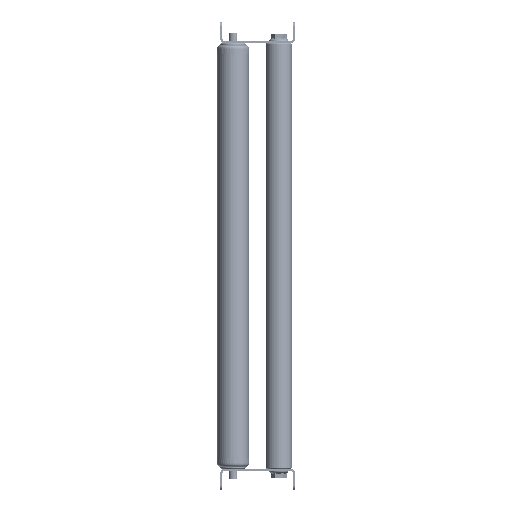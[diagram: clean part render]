
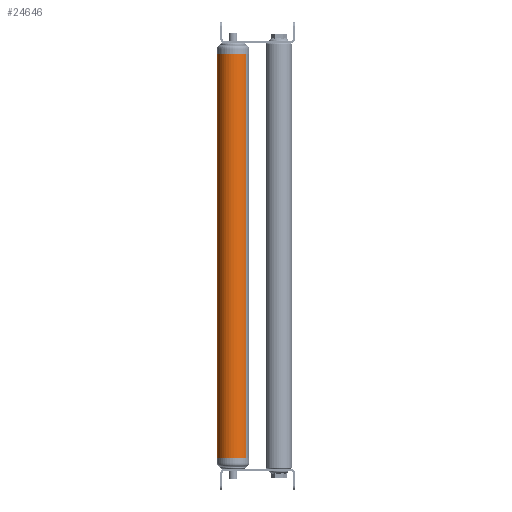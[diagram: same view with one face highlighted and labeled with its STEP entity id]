
A CAD part, left-side view. The second image highlights one B-rep face of the part: STEP entity #24646.
In plain terms, the highlighted cylindrical face has radius 15 mm (diameter 30 mm), a partial arc.
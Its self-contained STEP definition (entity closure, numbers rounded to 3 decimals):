
#117 = AXIS2_PLACEMENT_3D ( 'NONE', #15597, #27422, #20648 ) ;
#507 = DIRECTION ( 'NONE',  ( -1., 0., 0. ) ) ;
#660 = LINE ( 'NONE', #24355, #6052 ) ;
#1618 = ORIENTED_EDGE ( 'NONE', *, *, #10375, .T. ) ;
#2174 = LINE ( 'NONE', #16170, #2208 ) ;
#2208 = VECTOR ( 'NONE', #13872, 1000. ) ;
#3882 = DIRECTION ( 'NONE',  ( 0., 0., 1. ) ) ;
#4360 = VERTEX_POINT ( 'NONE', #16041 ) ;
#5880 = CARTESIAN_POINT ( 'NONE',  ( 0., 0., -15. ) ) ;
#6052 = VECTOR ( 'NONE', #507, 1000. ) ;
#7679 = VERTEX_POINT ( 'NONE', #5880 ) ;
#10375 = EDGE_CURVE ( 'NONE', #7679, #16731, #10943, .T. ) ;
#10811 = CARTESIAN_POINT ( 'NONE',  ( 380., 0., 0. ) ) ;
#10943 = CIRCLE ( 'NONE', #117, 15. ) ;
#12242 = ORIENTED_EDGE ( 'NONE', *, *, #13135, .T. ) ;
#13135 = EDGE_CURVE ( 'NONE', #18391, #7679, #2174, .T. ) ;
#13733 = ORIENTED_EDGE ( 'NONE', *, *, #15967, .F. ) ;
#13872 = DIRECTION ( 'NONE',  ( -1., 0., 0. ) ) ;
#15497 = ORIENTED_EDGE ( 'NONE', *, *, #28024, .F. ) ;
#15597 = CARTESIAN_POINT ( 'NONE',  ( 0., 0., 0. ) ) ;
#15726 = DIRECTION ( 'NONE',  ( 0., 0., -1. ) ) ;
#15967 = EDGE_CURVE ( 'NONE', #18391, #4360, #22535, .T. ) ;
#16041 = CARTESIAN_POINT ( 'NONE',  ( 380., 0., 15. ) ) ;
#16170 = CARTESIAN_POINT ( 'NONE',  ( 380., 0., -15. ) ) ;
#16731 = VERTEX_POINT ( 'NONE', #25770 ) ;
#18159 = DIRECTION ( 'NONE',  ( -1., 0., 0. ) ) ;
#18391 = VERTEX_POINT ( 'NONE', #24794 ) ;
#18560 = EDGE_LOOP ( 'NONE', ( #13733, #12242, #1618, #15497 ) ) ;
#20462 = CYLINDRICAL_SURFACE ( 'NONE', #21347, 15. ) ;
#20648 = DIRECTION ( 'NONE',  ( 0., 0., -1. ) ) ;
#21347 = AXIS2_PLACEMENT_3D ( 'NONE', #10811, #18159, #3882 ) ;
#22535 = CIRCLE ( 'NONE', #26978, 15. ) ;
#24355 = CARTESIAN_POINT ( 'NONE',  ( 380., 0., 15. ) ) ;
#24646 = ADVANCED_FACE ( 'NONE', ( #27246 ), #20462, .T. ) ;
#24794 = CARTESIAN_POINT ( 'NONE',  ( 380., 0., -15. ) ) ;
#25409 = CARTESIAN_POINT ( 'NONE',  ( 380., 0., 0. ) ) ;
#25770 = CARTESIAN_POINT ( 'NONE',  ( 0., 0., 15. ) ) ;
#26978 = AXIS2_PLACEMENT_3D ( 'NONE', #25409, #28025, #15726 ) ;
#27246 = FACE_OUTER_BOUND ( 'NONE', #18560, .T. ) ;
#27422 = DIRECTION ( 'NONE',  ( 1., 0., 0. ) ) ;
#28024 = EDGE_CURVE ( 'NONE', #4360, #16731, #660, .T. ) ;
#28025 = DIRECTION ( 'NONE',  ( 1., 0., 0. ) ) ;
